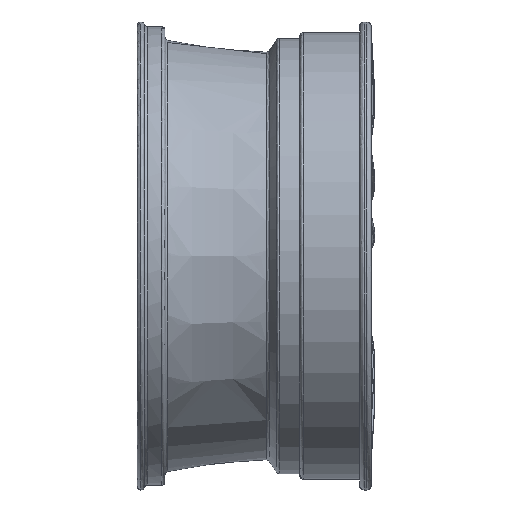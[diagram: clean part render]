
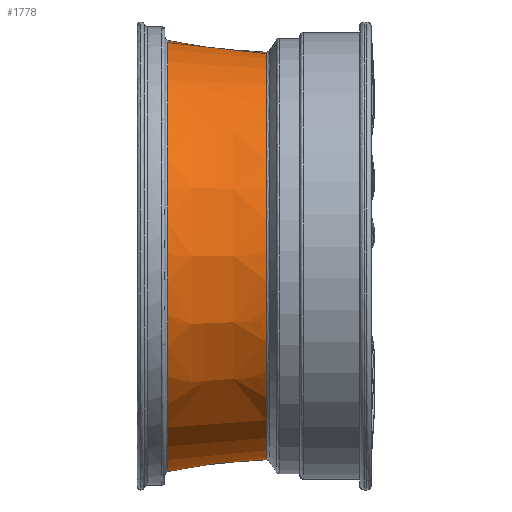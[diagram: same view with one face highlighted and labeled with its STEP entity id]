
A CAD part, top view. The second image highlights one B-rep face of the part: STEP entity #1778.
In plain terms, the highlighted free-form (B-spline) face has degree [3, 3] with [12, 4] control points.
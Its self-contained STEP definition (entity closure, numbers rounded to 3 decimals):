
#77 = VERTEX_POINT('',#78);
#78 = CARTESIAN_POINT('',(-133.772,259.489,0.));
#79 = VERTEX_POINT('',#80);
#80 = CARTESIAN_POINT('',(-133.772,-259.489,
    0.));
#88 = EDGE_CURVE('',#79,#89,#91,.T.);
#89 = VERTEX_POINT('',#90);
#90 = CARTESIAN_POINT('',(-259.259,-274.52,
    0.));
#91 = B_SPLINE_CURVE_WITH_KNOTS('',3,(#92,#93,#94,#95,#96,#97,#98,#99,
    #100,#101,#102,#103),.UNSPECIFIED.,.F.,.F.,(4,1,1,1,1,1,1,1,1,4),(
    0.07,0.119,0.238,0.357,
    0.476,0.594,0.713,0.832,
    0.892,0.926),.UNSPECIFIED.);
#92 = CARTESIAN_POINT('',(-133.772,-259.489,
    0.));
#93 = CARTESIAN_POINT('',(-136.131,-259.532,
    0.));
#94 = CARTESIAN_POINT('',(-144.297,-259.729,
    0.));
#95 = CARTESIAN_POINT('',(-158.363,-260.362,
    0.));
#96 = CARTESIAN_POINT('',(-176.,-261.657,
    0.));
#97 = CARTESIAN_POINT('',(-193.657,-263.445,
    0.));
#98 = CARTESIAN_POINT('',(-211.25,-265.712,
    0.));
#99 = CARTESIAN_POINT('',(-228.7,-268.444,
    0.));
#100 = CARTESIAN_POINT('',(-243.045,-271.094,
    0.));
#101 = CARTESIAN_POINT('',(-253.194,-273.189,
    0.));
#102 = CARTESIAN_POINT('',(-257.628,-274.157,
    0.));
#103 = CARTESIAN_POINT('',(-259.259,-274.52,
    0.));
#106 = VERTEX_POINT('',#107);
#107 = CARTESIAN_POINT('',(-259.259,274.52,0.));
#115 = EDGE_CURVE('',#77,#106,#116,.T.);
#116 = B_SPLINE_CURVE_WITH_KNOTS('',3,(#117,#118,#119,#120,#121,#122,
    #123,#124,#125,#126,#127,#128),.UNSPECIFIED.,.F.,.F.,(4,1,1,1,1,1,1,
    1,1,4),(0.07,0.119,0.238,
    0.357,0.476,0.594,0.713,
    0.832,0.892,0.926),.UNSPECIFIED.);
#117 = CARTESIAN_POINT('',(-133.772,259.489,0.));
#118 = CARTESIAN_POINT('',(-136.131,259.532,0.));
#119 = CARTESIAN_POINT('',(-144.297,259.729,0.));
#120 = CARTESIAN_POINT('',(-158.363,260.362,0.));
#121 = CARTESIAN_POINT('',(-176.,261.657,0.));
#122 = CARTESIAN_POINT('',(-193.657,263.445,0.));
#123 = CARTESIAN_POINT('',(-211.25,265.712,0.));
#124 = CARTESIAN_POINT('',(-228.7,268.444,0.));
#125 = CARTESIAN_POINT('',(-243.045,271.094,0.));
#126 = CARTESIAN_POINT('',(-253.194,273.189,0.));
#127 = CARTESIAN_POINT('',(-257.628,274.157,0.));
#128 = CARTESIAN_POINT('',(-259.259,274.52,0.));
#1778 = ADVANCED_FACE('',(#1779),#1799,.T.);
#1779 = FACE_BOUND('',#1780,.T.);
#1780 = EDGE_LOOP('',(#1781,#1782,#1790,#1791));
#1781 = ORIENTED_EDGE('',*,*,#88,.F.);
#1782 = ORIENTED_EDGE('',*,*,#1783,.T.);
#1783 = EDGE_CURVE('',#79,#77,#1784,.T.);
#1784 = ( BOUNDED_CURVE() B_SPLINE_CURVE(2,(#1785,#1786,#1787,#1788,
#1789),.UNSPECIFIED.,.F.,.F.) B_SPLINE_CURVE_WITH_KNOTS((3,2,3),(
    3.142,4.712,6.283),
.PIECEWISE_BEZIER_KNOTS.) CURVE() GEOMETRIC_REPRESENTATION_ITEM() 
RATIONAL_B_SPLINE_CURVE((1.,0.707,1.,0.707,1.)) 
REPRESENTATION_ITEM('') );
#1785 = CARTESIAN_POINT('',(-133.772,-259.489,
    0.));
#1786 = CARTESIAN_POINT('',(-133.772,-259.489,
    259.489));
#1787 = CARTESIAN_POINT('',(-133.772,0.,
    259.489));
#1788 = CARTESIAN_POINT('',(-133.772,259.489,
    259.489));
#1789 = CARTESIAN_POINT('',(-133.772,259.489,
    0.));
#1790 = ORIENTED_EDGE('',*,*,#115,.T.);
#1791 = ORIENTED_EDGE('',*,*,#1792,.T.);
#1792 = EDGE_CURVE('',#106,#89,#1793,.T.);
#1793 = ( BOUNDED_CURVE() B_SPLINE_CURVE(2,(#1794,#1795,#1796,#1797,
#1798),.UNSPECIFIED.,.F.,.F.) B_SPLINE_CURVE_WITH_KNOTS((3,2,3),(0.,
1.571,3.142),.PIECEWISE_BEZIER_KNOTS.) CURVE() 
GEOMETRIC_REPRESENTATION_ITEM() RATIONAL_B_SPLINE_CURVE((1.,
0.707,1.,0.707,1.)) REPRESENTATION_ITEM('') );
#1794 = CARTESIAN_POINT('',(-259.259,274.52,0.));
#1795 = CARTESIAN_POINT('',(-259.259,274.52,
    274.52));
#1796 = CARTESIAN_POINT('',(-259.259,0.,
    274.52));
#1797 = CARTESIAN_POINT('',(-259.259,-274.52,
    274.52));
#1798 = CARTESIAN_POINT('',(-259.259,-274.52,
    0.));
#1799 = ( BOUNDED_SURFACE() B_SPLINE_SURFACE(3,3,(
    (#1800,#1801,#1802,#1803)
    ,(#1804,#1805,#1806,#1807)
    ,(#1808,#1809,#1810,#1811)
    ,(#1812,#1813,#1814,#1815)
    ,(#1816,#1817,#1818,#1819)
    ,(#1820,#1821,#1822,#1823)
    ,(#1824,#1825,#1826,#1827)
    ,(#1828,#1829,#1830,#1831)
    ,(#1832,#1833,#1834,#1835)
    ,(#1836,#1837,#1838,#1839)
    ,(#1840,#1841,#1842,#1843)
    ,(#1844,#1845,#1846,#1847
)),.UNSPECIFIED.,.F.,.F.,.F.) B_SPLINE_SURFACE_WITH_KNOTS((4,1,1,1,1,1,1
    ,1,1,4),(4,4),(0.07,0.119,0.238,
    0.357,0.476,0.594,0.713,
    0.832,0.892,0.926),(0.,1.),
.UNSPECIFIED.) GEOMETRIC_REPRESENTATION_ITEM() RATIONAL_B_SPLINE_SURFACE
((
    (1.,0.333,0.333,1.)
    ,(1.,0.333,0.333,1.)
    ,(1.,0.333,0.333,1.)
    ,(1.,0.333,0.333,1.)
    ,(1.,0.333,0.333,1.)
    ,(1.,0.333,0.333,1.)
    ,(1.,0.333,0.333,1.)
    ,(1.,0.333,0.333,1.)
    ,(1.,0.333,0.333,1.)
    ,(1.,0.333,0.333,1.)
    ,(1.,0.333,0.333,1.)
,(1.,0.333,0.333,1.
))) REPRESENTATION_ITEM('') SURFACE() );
#1800 = CARTESIAN_POINT('',(-133.772,259.489,0.));
#1801 = CARTESIAN_POINT('',(-133.772,259.489,
    518.978));
#1802 = CARTESIAN_POINT('',(-133.772,-259.489,
    518.978));
#1803 = CARTESIAN_POINT('',(-133.772,-259.489,
    0.));
#1804 = CARTESIAN_POINT('',(-136.131,259.532,0.));
#1805 = CARTESIAN_POINT('',(-136.131,259.532,
    519.064));
#1806 = CARTESIAN_POINT('',(-136.131,-259.532,
    519.064));
#1807 = CARTESIAN_POINT('',(-136.131,-259.532,
    0.));
#1808 = CARTESIAN_POINT('',(-144.297,259.729,0.));
#1809 = CARTESIAN_POINT('',(-144.297,259.729,
    519.459));
#1810 = CARTESIAN_POINT('',(-144.297,-259.729,
    519.459));
#1811 = CARTESIAN_POINT('',(-144.297,-259.729,
    0.));
#1812 = CARTESIAN_POINT('',(-158.363,260.362,0.));
#1813 = CARTESIAN_POINT('',(-158.363,260.362,
    520.724));
#1814 = CARTESIAN_POINT('',(-158.363,-260.362,
    520.724));
#1815 = CARTESIAN_POINT('',(-158.363,-260.362,
    0.));
#1816 = CARTESIAN_POINT('',(-176.,261.657,0.));
#1817 = CARTESIAN_POINT('',(-176.,261.657,
    523.314));
#1818 = CARTESIAN_POINT('',(-176.,-261.657,
    523.314));
#1819 = CARTESIAN_POINT('',(-176.,-261.657,
    0.));
#1820 = CARTESIAN_POINT('',(-193.657,263.445,0.));
#1821 = CARTESIAN_POINT('',(-193.657,263.445,
    526.891));
#1822 = CARTESIAN_POINT('',(-193.657,-263.445,
    526.891));
#1823 = CARTESIAN_POINT('',(-193.657,-263.445,
    0.));
#1824 = CARTESIAN_POINT('',(-211.25,265.712,0.));
#1825 = CARTESIAN_POINT('',(-211.25,265.712,
    531.425));
#1826 = CARTESIAN_POINT('',(-211.25,-265.712,
    531.425));
#1827 = CARTESIAN_POINT('',(-211.25,-265.712,
    0.));
#1828 = CARTESIAN_POINT('',(-228.7,268.444,0.));
#1829 = CARTESIAN_POINT('',(-228.7,268.444,
    536.889));
#1830 = CARTESIAN_POINT('',(-228.7,-268.444,
    536.889));
#1831 = CARTESIAN_POINT('',(-228.7,-268.444,
    0.));
#1832 = CARTESIAN_POINT('',(-243.045,271.094,0.));
#1833 = CARTESIAN_POINT('',(-243.045,271.094,
    542.188));
#1834 = CARTESIAN_POINT('',(-243.045,-271.094,
    542.188));
#1835 = CARTESIAN_POINT('',(-243.045,-271.094,
    0.));
#1836 = CARTESIAN_POINT('',(-253.194,273.189,0.));
#1837 = CARTESIAN_POINT('',(-253.194,273.189,
    546.379));
#1838 = CARTESIAN_POINT('',(-253.194,-273.189,
    546.379));
#1839 = CARTESIAN_POINT('',(-253.194,-273.189,
    0.));
#1840 = CARTESIAN_POINT('',(-257.628,274.157,0.));
#1841 = CARTESIAN_POINT('',(-257.628,274.157,
    548.313));
#1842 = CARTESIAN_POINT('',(-257.628,-274.157,
    548.313));
#1843 = CARTESIAN_POINT('',(-257.628,-274.157,
    0.));
#1844 = CARTESIAN_POINT('',(-259.259,274.52,0.));
#1845 = CARTESIAN_POINT('',(-259.259,274.52,
    549.039));
#1846 = CARTESIAN_POINT('',(-259.259,-274.52,
    549.039));
#1847 = CARTESIAN_POINT('',(-259.259,-274.52,
    0.));
